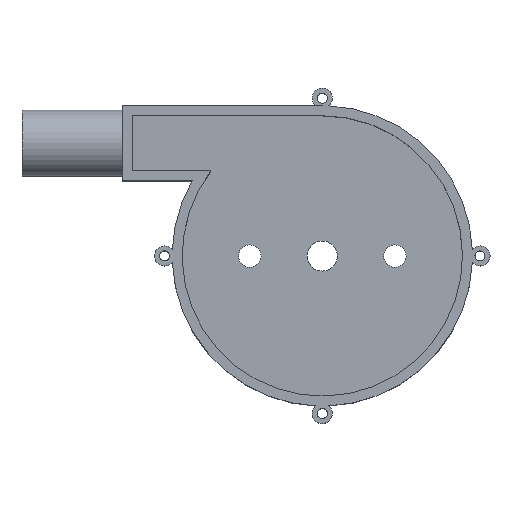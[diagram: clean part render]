
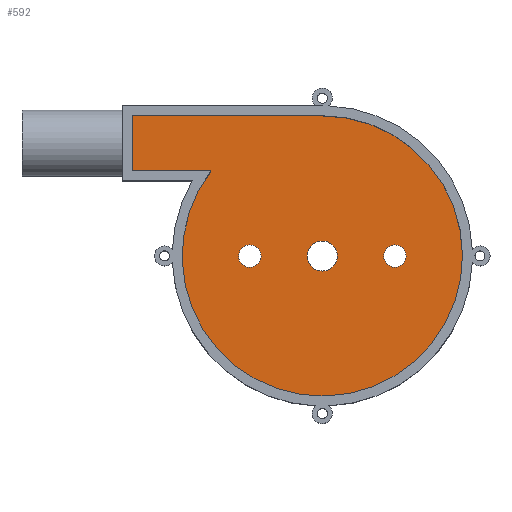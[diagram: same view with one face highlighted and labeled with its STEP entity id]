
A CAD part, top view. The second image highlights one B-rep face of the part: STEP entity #592.
In plain terms, the highlighted planar face has unit normal (0, 0, 1).
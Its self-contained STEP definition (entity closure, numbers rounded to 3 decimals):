
#18=FACE_BOUND('',#89,.T.);
#19=FACE_BOUND('',#90,.T.);
#20=FACE_BOUND('',#91,.T.);
#39=PLANE('',#646);
#54=FACE_OUTER_BOUND('',#88,.T.);
#88=EDGE_LOOP('',(#422,#423,#424,#425));
#89=EDGE_LOOP('',(#426));
#90=EDGE_LOOP('',(#427));
#91=EDGE_LOOP('',(#428));
#136=LINE('',#922,#178);
#148=LINE('',#951,#190);
#149=LINE('',#954,#191);
#178=VECTOR('',#728,10.);
#190=VECTOR('',#752,10.);
#191=VECTOR('',#755,10.);
#223=CIRCLE('',#647,28.);
#224=CIRCLE('',#648,2.25);
#225=CIRCLE('',#649,2.25);
#226=CIRCLE('',#650,3.);
#265=VERTEX_POINT('',#920);
#266=VERTEX_POINT('',#921);
#277=VERTEX_POINT('',#950);
#278=VERTEX_POINT('',#952);
#279=VERTEX_POINT('',#955);
#280=VERTEX_POINT('',#957);
#281=VERTEX_POINT('',#959);
#320=EDGE_CURVE('',#265,#266,#136,.T.);
#334=EDGE_CURVE('',#266,#277,#148,.T.);
#335=EDGE_CURVE('',#277,#278,#223,.T.);
#336=EDGE_CURVE('',#278,#265,#149,.T.);
#337=EDGE_CURVE('',#279,#279,#224,.T.);
#338=EDGE_CURVE('',#280,#280,#225,.T.);
#339=EDGE_CURVE('',#281,#281,#226,.T.);
#422=ORIENTED_EDGE('',*,*,#320,.T.);
#423=ORIENTED_EDGE('',*,*,#334,.T.);
#424=ORIENTED_EDGE('',*,*,#335,.T.);
#425=ORIENTED_EDGE('',*,*,#336,.T.);
#426=ORIENTED_EDGE('',*,*,#337,.T.);
#427=ORIENTED_EDGE('',*,*,#338,.T.);
#428=ORIENTED_EDGE('',*,*,#339,.T.);
#592=ADVANCED_FACE('',(#54,#18,#19,#20),#39,.T.);
#646=AXIS2_PLACEMENT_3D('',#949,#750,#751);
#647=AXIS2_PLACEMENT_3D('',#953,#753,#754);
#648=AXIS2_PLACEMENT_3D('',#956,#756,#757);
#649=AXIS2_PLACEMENT_3D('',#958,#758,#759);
#650=AXIS2_PLACEMENT_3D('',#960,#760,#761);
#728=DIRECTION('',(0.,-1.,0.));
#750=DIRECTION('center_axis',(0.,0.,1.));
#751=DIRECTION('ref_axis',(1.,0.,0.));
#752=DIRECTION('',(1.,0.,0.));
#753=DIRECTION('center_axis',(0.,0.,1.));
#754=DIRECTION('ref_axis',(1.,0.,0.));
#755=DIRECTION('',(-1.,0.,0.));
#756=DIRECTION('center_axis',(0.,0.,-1.));
#757=DIRECTION('ref_axis',(1.,0.,0.));
#758=DIRECTION('center_axis',(0.,0.,-1.));
#759=DIRECTION('ref_axis',(1.,0.,0.));
#760=DIRECTION('center_axis',(0.,0.,-1.));
#761=DIRECTION('ref_axis',(1.,0.,0.));
#920=CARTESIAN_POINT('',(-38.,28.,2.));
#921=CARTESIAN_POINT('',(-38.,17.,2.));
#922=CARTESIAN_POINT('',(-38.,8.5,2.));
#949=CARTESIAN_POINT('Origin',(-5.,0.,2.));
#950=CARTESIAN_POINT('',(-22.249,17.,2.));
#951=CARTESIAN_POINT('',(-40.,17.,2.));
#952=CARTESIAN_POINT('',(0.,28.,2.));
#953=CARTESIAN_POINT('Origin',(0.,0.,2.));
#954=CARTESIAN_POINT('',(-40.,28.,2.));
#955=CARTESIAN_POINT('',(-16.75,0.,2.));
#956=CARTESIAN_POINT('Origin',(-14.5,0.,2.));
#957=CARTESIAN_POINT('',(12.25,0.,2.));
#958=CARTESIAN_POINT('Origin',(14.5,0.,2.));
#959=CARTESIAN_POINT('',(-3.,0.,2.));
#960=CARTESIAN_POINT('Origin',(0.,0.,2.));
